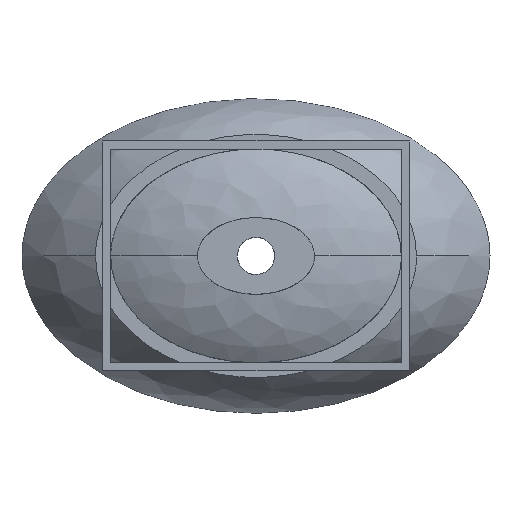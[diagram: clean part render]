
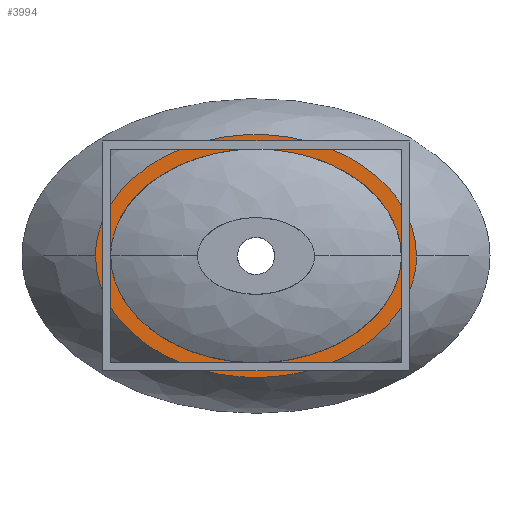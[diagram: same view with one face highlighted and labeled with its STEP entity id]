
A CAD part, front view. The second image highlights one B-rep face of the part: STEP entity #3994.
In plain terms, the highlighted planar face has unit normal (0, -1, 0).
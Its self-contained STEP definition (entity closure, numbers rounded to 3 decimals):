
#145 = CARTESIAN_POINT ( 'NONE',  ( 90.744, -90., 115.934 ) ) ;
#177 = VERTEX_POINT ( 'NONE', #3792 ) ;
#296 = CARTESIAN_POINT ( 'NONE',  ( 198.85, -90., -13.114 ) ) ;
#309 = CARTESIAN_POINT ( 'NONE',  ( -100.194, -90., -131.652 ) ) ;
#318 = EDGE_LOOP ( 'NONE', ( #459, #3659 ) ) ;
#342 = FACE_OUTER_BOUND ( 'NONE', #1409, .T. ) ;
#373 = EDGE_CURVE ( 'NONE', #1512, #177, #2418, .T. ) ;
#459 = ORIENTED_EDGE ( 'NONE', *, *, #1199, .F. ) ;
#461 = CARTESIAN_POINT ( 'NONE',  ( -90.744, -90., 115.934 ) ) ;
#633 = CARTESIAN_POINT ( 'NONE',  ( 0., -90., -152.376 ) ) ;
#764 = ORIENTED_EDGE ( 'NONE', *, *, #3469, .T. ) ;
#793 = CARTESIAN_POINT ( 'NONE',  ( -179.2, -90., 15.595 ) ) ;
#823 = CARTESIAN_POINT ( 'NONE',  ( 180., -90., 0. ) ) ;
#945 = CARTESIAN_POINT ( 'NONE',  ( 100.194, -90., -131.652 ) ) ;
#1174 = CARTESIAN_POINT ( 'NONE',  ( 198.85, -90., 0. ) ) ;
#1199 = EDGE_CURVE ( 'NONE', #2915, #3721, #2828, .T. ) ;
#1272 = CARTESIAN_POINT ( 'NONE',  ( -128.716, -90., 94.499 ) ) ;
#1401 = CARTESIAN_POINT ( 'NONE',  ( 175.762, -90., 34.687 ) ) ;
#1409 = EDGE_LOOP ( 'NONE', ( #764, #2176 ) ) ;
#1422 = CARTESIAN_POINT ( 'NONE',  ( -198.85, -90., -1.967 ) ) ;
#1512 = VERTEX_POINT ( 'NONE', #1174 ) ;
#1560 = CARTESIAN_POINT ( 'NONE',  ( 198.85, -90., 0. ) ) ;
#1580 = CARTESIAN_POINT ( 'NONE',  ( -198.78, -90., -4.59 ) ) ;
#1731 = CARTESIAN_POINT ( 'NONE',  ( 180., -90., 0. ) ) ;
#1748 = CARTESIAN_POINT ( 'NONE',  ( 0., -90., 134.085 ) ) ;
#1784 = B_SPLINE_CURVE_WITH_KNOTS ( 'NONE', 3,
 ( #3313, #1422, #1580, #3845, #1904, #4203, #2229, #309, #2533, #633, #2830, #945, #3133, #4185, #2213, #296, #1560 ),
 .UNSPECIFIED., .F., .F.,
 ( 4, 1, 1, 1, 1, 1, 1, 1, 1, 1, 1, 1, 1, 1, 4 ),
 ( 0., 0.006, 0.008, 0.042, 0.083, 0.125, 0.167, 0.208, 0.25, 0.292, 0.333, 0.375, 0.417, 0.458, 0.5 ),
 .UNSPECIFIED. ) ;
#1904 = CARTESIAN_POINT ( 'NONE',  ( -192.827, -90., -41.757 ) ) ;
#1954 = CARTESIAN_POINT ( 'NONE',  ( -180., -90., 0. ) ) ;
#1959 = B_SPLINE_CURVE_WITH_KNOTS ( 'NONE', 3,
 ( #1731, #4016, #1401, #3291, #2385, #145, #2082, #1748, #2248, #461, #1272, #3146, #3512, #793, #2676, #2971, #1954 ),
 .UNSPECIFIED., .F., .F.,
 ( 4, 1, 1, 1, 1, 1, 1, 1, 1, 1, 1, 1, 1, 1, 4 ),
 ( 0.5, 0.542, 0.583, 0.625, 0.667, 0.708, 0.75, 0.792, 0.833, 0.875, 0.917, 0.958, 0.992, 0.994, 1. ),
 .UNSPECIFIED. ) ;
#2082 = CARTESIAN_POINT ( 'NONE',  ( 47.336, -90., 129.329 ) ) ;
#2084 = CARTESIAN_POINT ( 'NONE',  ( -180., -90., 0. ) ) ;
#2176 = ORIENTED_EDGE ( 'NONE', *, *, #373, .T. ) ;
#2213 = CARTESIAN_POINT ( 'NONE',  ( 194.156, -90., -39.343 ) ) ;
#2229 = CARTESIAN_POINT ( 'NONE',  ( -142.135, -90., -107.266 ) ) ;
#2248 = CARTESIAN_POINT ( 'NONE',  ( -47.336, -90., 129.329 ) ) ;
#2385 = CARTESIAN_POINT ( 'NONE',  ( 128.716, -90., 94.499 ) ) ;
#2418 = B_SPLINE_CURVE_WITH_KNOTS ( 'NONE', 3,
 ( #3537, #3634, #3696, #3584, #3580, #3354, #3297, #3171, #3164, #3163, #3174, #3177, #3348, #3240, #3217, #3235, #3231 ),
 .UNSPECIFIED., .F., .F.,
 ( 4, 1, 1, 1, 1, 1, 1, 1, 1, 1, 1, 1, 1, 1, 4 ),
 ( 0.5, 0.542, 0.583, 0.625, 0.667, 0.708, 0.75, 0.792, 0.833, 0.875, 0.917, 0.958, 0.992, 0.994, 1. ),
 .UNSPECIFIED. ) ;
#2533 = CARTESIAN_POINT ( 'NONE',  ( -52.256, -90., -146.936 ) ) ;
#2566 = CARTESIAN_POINT ( 'NONE',  ( 180., -90., 0. ) ) ;
#2571 = CARTESIAN_POINT ( 'NONE',  ( 180., -90., -11.562 ) ) ;
#2572 = CARTESIAN_POINT ( 'NONE',  ( 175.762, -90., -34.687 ) ) ;
#2573 = DIRECTION ( 'NONE',  ( -1., 0., 0. ) ) ;
#2577 = CARTESIAN_POINT ( 'NONE',  ( 157.746, -90., -66.579 ) ) ;
#2580 = CARTESIAN_POINT ( 'NONE',  ( 128.716, -90., -94.499 ) ) ;
#2581 = DIRECTION ( 'NONE',  ( 0., -1., 0. ) ) ;
#2582 = PLANE ( 'NONE',  #3885 ) ;
#2583 = CARTESIAN_POINT ( 'NONE',  ( 90.744, -90., -115.934 ) ) ;
#2584 = CARTESIAN_POINT ( 'NONE',  ( 47.336, -90., -129.329 ) ) ;
#2589 = CARTESIAN_POINT ( 'NONE',  ( 0., -90., -134.085 ) ) ;
#2592 = CARTESIAN_POINT ( 'NONE',  ( -47.336, -90., -129.329 ) ) ;
#2594 = CARTESIAN_POINT ( 'NONE',  ( -90.744, -90., -115.934 ) ) ;
#2595 = CARTESIAN_POINT ( 'NONE',  ( -128.716, -90., -94.499 ) ) ;
#2598 = CARTESIAN_POINT ( 'NONE',  ( -180., -90., 0. ) ) ;
#2601 = CARTESIAN_POINT ( 'NONE',  ( -157.746, -90., -66.579 ) ) ;
#2606 = CARTESIAN_POINT ( 'NONE',  ( -174.561, -90., -36.813 ) ) ;
#2607 = CARTESIAN_POINT ( 'NONE',  ( -179.2, -90., -15.595 ) ) ;
#2611 = CARTESIAN_POINT ( 'NONE',  ( -180., -90., 0. ) ) ;
#2614 = CARTESIAN_POINT ( 'NONE',  ( -179.936, -90., -4.047 ) ) ;
#2628 = CARTESIAN_POINT ( 'NONE',  ( -180., -90., -1.734 ) ) ;
#2662 = FACE_BOUND ( 'NONE', #318, .T. ) ;
#2676 = CARTESIAN_POINT ( 'NONE',  ( -179.936, -90., 4.047 ) ) ;
#2828 = B_SPLINE_CURVE_WITH_KNOTS ( 'NONE', 3,
 ( #2611, #2628, #2614, #2607, #2606, #2601, #2595, #2594, #2592, #2589, #2584, #2583, #2580, #2577, #2572, #2571, #2566 ),
 .UNSPECIFIED., .F., .F.,
 ( 4, 1, 1, 1, 1, 1, 1, 1, 1, 1, 1, 1, 1, 1, 4 ),
 ( 0., 0.006, 0.008, 0.042, 0.083, 0.125, 0.167, 0.208, 0.25, 0.292, 0.333, 0.375, 0.417, 0.458, 0.5 ),
 .UNSPECIFIED. ) ;
#2830 = CARTESIAN_POINT ( 'NONE',  ( 52.256, -90., -146.936 ) ) ;
#2915 = VERTEX_POINT ( 'NONE', #2084 ) ;
#2971 = CARTESIAN_POINT ( 'NONE',  ( -180., -90., 1.734 ) ) ;
#3133 = CARTESIAN_POINT ( 'NONE',  ( 142.135, -90., -107.266 ) ) ;
#3146 = CARTESIAN_POINT ( 'NONE',  ( -157.746, -90., 66.579 ) ) ;
#3163 = CARTESIAN_POINT ( 'NONE',  ( -100.194, -90., 131.652 ) ) ;
#3164 = CARTESIAN_POINT ( 'NONE',  ( -52.256, -90., 146.936 ) ) ;
#3171 = CARTESIAN_POINT ( 'NONE',  ( 0., -90., 152.376 ) ) ;
#3174 = CARTESIAN_POINT ( 'NONE',  ( -142.135, -90., 107.266 ) ) ;
#3177 = CARTESIAN_POINT ( 'NONE',  ( -174.221, -90., 75.554 ) ) ;
#3217 = CARTESIAN_POINT ( 'NONE',  ( -198.78, -90., 4.59 ) ) ;
#3231 = CARTESIAN_POINT ( 'NONE',  ( -198.85, -90., 0. ) ) ;
#3235 = CARTESIAN_POINT ( 'NONE',  ( -198.85, -90., 1.967 ) ) ;
#3240 = CARTESIAN_POINT ( 'NONE',  ( -197.964, -90., 17.689 ) ) ;
#3291 = CARTESIAN_POINT ( 'NONE',  ( 157.746, -90., 66.579 ) ) ;
#3297 = CARTESIAN_POINT ( 'NONE',  ( 52.256, -90., 146.936 ) ) ;
#3313 = CARTESIAN_POINT ( 'NONE',  ( -198.85, -90., 0. ) ) ;
#3348 = CARTESIAN_POINT ( 'NONE',  ( -192.827, -90., 41.757 ) ) ;
#3354 = CARTESIAN_POINT ( 'NONE',  ( 100.194, -90., 131.652 ) ) ;
#3423 = EDGE_CURVE ( 'NONE', #3721, #2915, #1959, .T. ) ;
#3469 = EDGE_CURVE ( 'NONE', #177, #1512, #1784, .T. ) ;
#3512 = CARTESIAN_POINT ( 'NONE',  ( -174.561, -90., 36.813 ) ) ;
#3537 = CARTESIAN_POINT ( 'NONE',  ( 198.85, -90., 0. ) ) ;
#3580 = CARTESIAN_POINT ( 'NONE',  ( 142.135, -90., 107.266 ) ) ;
#3584 = CARTESIAN_POINT ( 'NONE',  ( 174.221, -90., 75.554 ) ) ;
#3634 = CARTESIAN_POINT ( 'NONE',  ( 198.85, -90., 13.114 ) ) ;
#3659 = ORIENTED_EDGE ( 'NONE', *, *, #3423, .F. ) ;
#3696 = CARTESIAN_POINT ( 'NONE',  ( 194.156, -90., 39.343 ) ) ;
#3721 = VERTEX_POINT ( 'NONE', #823 ) ;
#3792 = CARTESIAN_POINT ( 'NONE',  ( -198.85, -90., 0. ) ) ;
#3845 = CARTESIAN_POINT ( 'NONE',  ( -197.964, -90., -17.689 ) ) ;
#3885 = AXIS2_PLACEMENT_3D ( 'NONE', #2598, #2581, #2573 ) ;
#3994 = ADVANCED_FACE ( 'NONE', ( #342, #2662 ), #2582, .T. ) ;
#4016 = CARTESIAN_POINT ( 'NONE',  ( 180., -90., 11.562 ) ) ;
#4185 = CARTESIAN_POINT ( 'NONE',  ( 174.221, -90., -75.554 ) ) ;
#4203 = CARTESIAN_POINT ( 'NONE',  ( -174.221, -90., -75.554 ) ) ;
